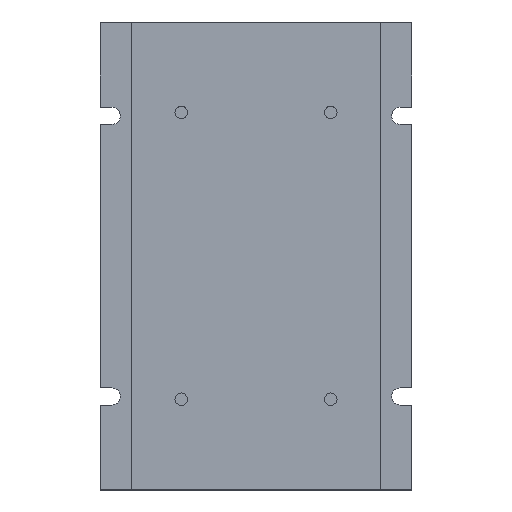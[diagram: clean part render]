
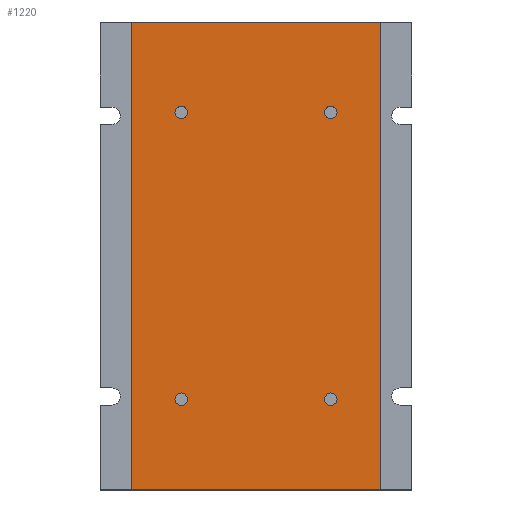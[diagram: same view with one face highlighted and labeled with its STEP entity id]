
A CAD part, top view. The second image highlights one B-rep face of the part: STEP entity #1220.
In plain terms, the highlighted planar face has unit normal (0, 0, 1).
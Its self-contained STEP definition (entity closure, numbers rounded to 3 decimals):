
#37 = EDGE_CURVE ( 'NONE', #2914, #1712, #2726, .T. ) ;
#73 = DIRECTION ( 'NONE',  ( 0., 0., -1. ) ) ;
#83 = ORIENTED_EDGE ( 'NONE', *, *, #689, .F. ) ;
#141 = CARTESIAN_POINT ( 'NONE',  ( 150., 67.5, 72. ) ) ;
#154 = EDGE_CURVE ( 'NONE', #3478, #1189, #2814, .T. ) ;
#158 = AXIS2_PLACEMENT_3D ( 'NONE', #2615, #3153, #717 ) ;
#175 = EDGE_LOOP ( 'NONE', ( #83, #3424, #940, #2214 ) ) ;
#182 = EDGE_CURVE ( 'NONE', #3478, #1403, #2537, .T. ) ;
#196 = CARTESIAN_POINT ( 'NONE',  ( 164., 188.5, 72. ) ) ;
#199 = CIRCLE ( 'NONE', #2801, 2. ) ;
#281 = DIRECTION ( 'NONE',  ( 1., 0., 0. ) ) ;
#297 = DIRECTION ( 'NONE',  ( 0., 0., -1. ) ) ;
#300 = EDGE_CURVE ( 'NONE', #570, #2954, #1248, .T. ) ;
#335 = CIRCLE ( 'NONE', #1733, 2. ) ;
#345 = DIRECTION ( 'NONE',  ( 1., 0., 0. ) ) ;
#367 = EDGE_CURVE ( 'NONE', #1403, #2092, #2820, .T. ) ;
#397 = DIRECTION ( 'NONE',  ( 0., 1., 0. ) ) ;
#437 = AXIS2_PLACEMENT_3D ( 'NONE', #3288, #2761, #345 ) ;
#482 = ORIENTED_EDGE ( 'NONE', *, *, #2187, .T. ) ;
#570 = VERTEX_POINT ( 'NONE', #1799 ) ;
#574 = DIRECTION ( 'NONE',  ( 1., 0., 0. ) ) ;
#585 = DIRECTION ( 'NONE',  ( 0., 0., -1. ) ) ;
#586 = EDGE_CURVE ( 'NONE', #1712, #2914, #1344, .T. ) ;
#587 = ORIENTED_EDGE ( 'NONE', *, *, #300, .T. ) ;
#593 = CARTESIAN_POINT ( 'NONE',  ( 214., 96.5, 72. ) ) ;
#614 = EDGE_LOOP ( 'NONE', ( #646, #2051 ) ) ;
#620 = CARTESIAN_POINT ( 'NONE',  ( 150., 70., 72. ) ) ;
#626 = DIRECTION ( 'NONE',  ( 0., 0., 1. ) ) ;
#646 = ORIENTED_EDGE ( 'NONE', *, *, #3074, .T. ) ;
#655 = ORIENTED_EDGE ( 'NONE', *, *, #37, .T. ) ;
#667 = EDGE_CURVE ( 'NONE', #1827, #1965, #335, .T. ) ;
#689 = EDGE_CURVE ( 'NONE', #2092, #1189, #2675, .T. ) ;
#717 = DIRECTION ( 'NONE',  ( 1., 0., 0. ) ) ;
#747 = DIRECTION ( 'NONE',  ( 0., 0., -1. ) ) ;
#813 = DIRECTION ( 'NONE',  ( 1., 0., 0. ) ) ;
#866 = EDGE_LOOP ( 'NONE', ( #655, #1675 ) ) ;
#925 = DIRECTION ( 'NONE',  ( 1., 0., 0. ) ) ;
#940 = ORIENTED_EDGE ( 'NONE', *, *, #182, .F. ) ;
#958 = CARTESIAN_POINT ( 'NONE',  ( 216., 96.5, 72. ) ) ;
#1029 = VECTOR ( 'NONE', #397, 1000. ) ;
#1037 = DIRECTION ( 'NONE',  ( 1., 0., 0. ) ) ;
#1129 = EDGE_LOOP ( 'NONE', ( #482, #3286 ) ) ;
#1160 = CARTESIAN_POINT ( 'NONE',  ( 178.5, 70., 72. ) ) ;
#1189 = VERTEX_POINT ( 'NONE', #1414 ) ;
#1198 = CARTESIAN_POINT ( 'NONE',  ( 230., 70., 72. ) ) ;
#1220 = ADVANCED_FACE ( 'NONE', ( #3025, #3009, #2487, #2450, #2725 ), #3043, .T. ) ;
#1248 = CIRCLE ( 'NONE', #1595, 2. ) ;
#1264 = AXIS2_PLACEMENT_3D ( 'NONE', #2486, #73, #1479 ) ;
#1308 = EDGE_CURVE ( 'NONE', #2954, #570, #3202, .T. ) ;
#1344 = CIRCLE ( 'NONE', #158, 2. ) ;
#1403 = VERTEX_POINT ( 'NONE', #141 ) ;
#1414 = CARTESIAN_POINT ( 'NONE',  ( 230., 217.5, 72. ) ) ;
#1469 = CARTESIAN_POINT ( 'NONE',  ( 166., 96.5, 72. ) ) ;
#1479 = DIRECTION ( 'NONE',  ( 1., 0., 0. ) ) ;
#1482 = VECTOR ( 'NONE', #2278, 1000. ) ;
#1595 = AXIS2_PLACEMENT_3D ( 'NONE', #2755, #585, #813 ) ;
#1599 = DIRECTION ( 'NONE',  ( 1., 0., 0. ) ) ;
#1600 = CARTESIAN_POINT ( 'NONE',  ( 168., 188.5, 72. ) ) ;
#1651 = CARTESIAN_POINT ( 'NONE',  ( 166., 188.5, 72. ) ) ;
#1663 = DIRECTION ( 'NONE',  ( 0., 0., -1. ) ) ;
#1675 = ORIENTED_EDGE ( 'NONE', *, *, #586, .T. ) ;
#1712 = VERTEX_POINT ( 'NONE', #2768 ) ;
#1733 = AXIS2_PLACEMENT_3D ( 'NONE', #1651, #297, #1599 ) ;
#1764 = CARTESIAN_POINT ( 'NONE',  ( 212., 188.5, 72. ) ) ;
#1799 = CARTESIAN_POINT ( 'NONE',  ( 216., 188.5, 72. ) ) ;
#1827 = VERTEX_POINT ( 'NONE', #196 ) ;
#1965 = VERTEX_POINT ( 'NONE', #1600 ) ;
#2051 = ORIENTED_EDGE ( 'NONE', *, *, #667, .T. ) ;
#2092 = VERTEX_POINT ( 'NONE', #3065 ) ;
#2128 = VERTEX_POINT ( 'NONE', #2542 ) ;
#2187 = EDGE_CURVE ( 'NONE', #2625, #2128, #199, .T. ) ;
#2214 = ORIENTED_EDGE ( 'NONE', *, *, #154, .T. ) ;
#2271 = DIRECTION ( 'NONE',  ( -1., 0., 0. ) ) ;
#2278 = DIRECTION ( 'NONE',  ( 0., 1., 0. ) ) ;
#2396 = CIRCLE ( 'NONE', #1264, 2. ) ;
#2400 = CARTESIAN_POINT ( 'NONE',  ( 166., 188.5, 72. ) ) ;
#2442 = CARTESIAN_POINT ( 'NONE',  ( 230., 67.5, 72. ) ) ;
#2450 = FACE_BOUND ( 'NONE', #614, .T. ) ;
#2465 = EDGE_CURVE ( 'NONE', #2128, #2625, #2396, .T. ) ;
#2486 = CARTESIAN_POINT ( 'NONE',  ( 166., 96.5, 72. ) ) ;
#2487 = FACE_OUTER_BOUND ( 'NONE', #175, .T. ) ;
#2520 = VECTOR ( 'NONE', #281, 1000. ) ;
#2537 = LINE ( 'NONE', #3158, #2601 ) ;
#2542 = CARTESIAN_POINT ( 'NONE',  ( 164., 96.5, 72. ) ) ;
#2546 = CARTESIAN_POINT ( 'NONE',  ( 168., 96.5, 72. ) ) ;
#2572 = CIRCLE ( 'NONE', #3034, 2. ) ;
#2601 = VECTOR ( 'NONE', #2271, 1000. ) ;
#2615 = CARTESIAN_POINT ( 'NONE',  ( 214., 96.5, 72. ) ) ;
#2625 = VERTEX_POINT ( 'NONE', #2546 ) ;
#2675 = LINE ( 'NONE', #2998, #2520 ) ;
#2725 = FACE_BOUND ( 'NONE', #1129, .T. ) ;
#2726 = CIRCLE ( 'NONE', #2957, 2. ) ;
#2755 = CARTESIAN_POINT ( 'NONE',  ( 214., 188.5, 72. ) ) ;
#2761 = DIRECTION ( 'NONE',  ( 0., 0., -1. ) ) ;
#2768 = CARTESIAN_POINT ( 'NONE',  ( 212., 96.5, 72. ) ) ;
#2801 = AXIS2_PLACEMENT_3D ( 'NONE', #1469, #2851, #925 ) ;
#2814 = LINE ( 'NONE', #1198, #1029 ) ;
#2820 = LINE ( 'NONE', #620, #1482 ) ;
#2851 = DIRECTION ( 'NONE',  ( 0., 0., -1. ) ) ;
#2914 = VERTEX_POINT ( 'NONE', #958 ) ;
#2943 = DIRECTION ( 'NONE',  ( 1., 0., 0. ) ) ;
#2954 = VERTEX_POINT ( 'NONE', #1764 ) ;
#2955 = ORIENTED_EDGE ( 'NONE', *, *, #1308, .T. ) ;
#2957 = AXIS2_PLACEMENT_3D ( 'NONE', #593, #1663, #1037 ) ;
#2998 = CARTESIAN_POINT ( 'NONE',  ( 180., 217.5, 72. ) ) ;
#3009 = FACE_BOUND ( 'NONE', #866, .T. ) ;
#3025 = FACE_BOUND ( 'NONE', #3384, .T. ) ;
#3034 = AXIS2_PLACEMENT_3D ( 'NONE', #2400, #747, #2943 ) ;
#3043 = PLANE ( 'NONE',  #3482 ) ;
#3065 = CARTESIAN_POINT ( 'NONE',  ( 150., 217.5, 72. ) ) ;
#3074 = EDGE_CURVE ( 'NONE', #1965, #1827, #2572, .T. ) ;
#3153 = DIRECTION ( 'NONE',  ( 0., 0., -1. ) ) ;
#3158 = CARTESIAN_POINT ( 'NONE',  ( 180., 67.5, 72. ) ) ;
#3202 = CIRCLE ( 'NONE', #437, 2. ) ;
#3286 = ORIENTED_EDGE ( 'NONE', *, *, #2465, .T. ) ;
#3288 = CARTESIAN_POINT ( 'NONE',  ( 214., 188.5, 72. ) ) ;
#3384 = EDGE_LOOP ( 'NONE', ( #587, #2955 ) ) ;
#3424 = ORIENTED_EDGE ( 'NONE', *, *, #367, .F. ) ;
#3478 = VERTEX_POINT ( 'NONE', #2442 ) ;
#3482 = AXIS2_PLACEMENT_3D ( 'NONE', #1160, #626, #574 ) ;
